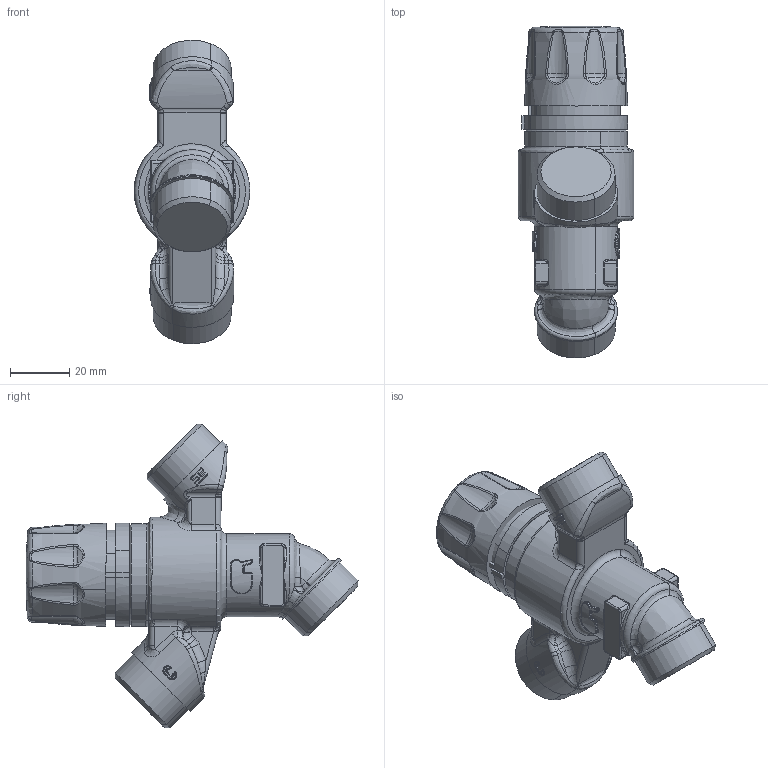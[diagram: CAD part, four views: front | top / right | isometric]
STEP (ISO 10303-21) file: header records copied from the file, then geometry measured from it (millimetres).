
FILE_DESCRIPTION(('CATIA V5 STEP Exchange'),'2;1');
FILE_NAME('STEP_520251_-_TST.stp','2017-11-10T10:49:49+00:00',('none'),('none'),'CATIA Version 5-6 Release 2016 SP4','CATIA V5 STEP AP203','none');
FILE_SCHEMA(('CONFIG_CONTROL_DESIGN'));
Length unit declared in the file: millimetre
Products named in the file (1): _5202510001_sw0001
Bounding box: 38.97 x 111.92 x 102.29 mm (x, y, z)
Surface area: 26788.5 mm2 (no closed solid volume)
Topology: 0 solids, 17 shells, 655 faces, 1568 edges, 881 vertices
Faces by surface type: bspline 247, cylinder 177, plane 91, torus 91, sphere 33, cone 16
Entity records: 30956 total; most frequent: CARTESIAN_POINT 19760, ORIENTED_EDGE 2835, EDGE_CURVE 1521, DIRECTION 1519, VERTEX_POINT 881, AXIS2_PLACEMENT_3D 787, ADVANCED_FACE 655, EDGE_LOOP 655
